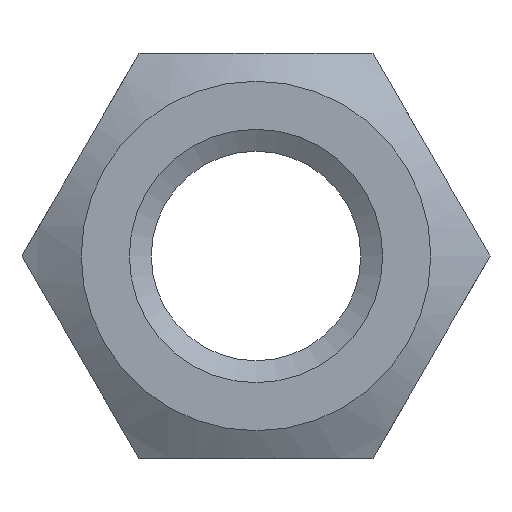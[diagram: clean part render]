
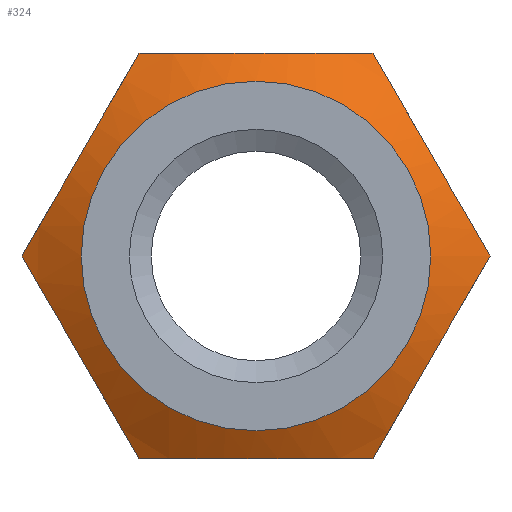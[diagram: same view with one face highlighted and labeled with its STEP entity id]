
A CAD part, left-side view. The second image highlights one B-rep face of the part: STEP entity #324.
In plain terms, the highlighted conical face has half-angle 60 degrees and reference radius 4.034 mm.
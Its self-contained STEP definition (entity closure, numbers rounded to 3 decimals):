
#20=(
BOUNDED_CURVE()
B_SPLINE_CURVE(2,(#568,#569,#570),.UNSPECIFIED.,.F.,.F.)
B_SPLINE_CURVE_WITH_KNOTS((3,3),(0.,0.467),.UNSPECIFIED.)
CURVE()
GEOMETRIC_REPRESENTATION_ITEM()
RATIONAL_B_SPLINE_CURVE((1.,1.155,1.))
REPRESENTATION_ITEM('')
);
#21=(
BOUNDED_CURVE()
B_SPLINE_CURVE(2,(#573,#574,#575),.UNSPECIFIED.,.F.,.F.)
B_SPLINE_CURVE_WITH_KNOTS((3,3),(0.,0.467),.UNSPECIFIED.)
CURVE()
GEOMETRIC_REPRESENTATION_ITEM()
RATIONAL_B_SPLINE_CURVE((1.,1.155,1.))
REPRESENTATION_ITEM('')
);
#22=(
BOUNDED_CURVE()
B_SPLINE_CURVE(2,(#577,#578,#579),.UNSPECIFIED.,.F.,.F.)
B_SPLINE_CURVE_WITH_KNOTS((3,3),(0.,0.467),.UNSPECIFIED.)
CURVE()
GEOMETRIC_REPRESENTATION_ITEM()
RATIONAL_B_SPLINE_CURVE((1.,1.155,1.))
REPRESENTATION_ITEM('')
);
#23=(
BOUNDED_CURVE()
B_SPLINE_CURVE(2,(#581,#582,#583),.UNSPECIFIED.,.F.,.F.)
B_SPLINE_CURVE_WITH_KNOTS((3,3),(0.,0.467),.UNSPECIFIED.)
CURVE()
GEOMETRIC_REPRESENTATION_ITEM()
RATIONAL_B_SPLINE_CURVE((1.,1.155,1.))
REPRESENTATION_ITEM('')
);
#24=(
BOUNDED_CURVE()
B_SPLINE_CURVE(2,(#585,#586,#587),.UNSPECIFIED.,.F.,.F.)
B_SPLINE_CURVE_WITH_KNOTS((3,3),(0.,0.467),.UNSPECIFIED.)
CURVE()
GEOMETRIC_REPRESENTATION_ITEM()
RATIONAL_B_SPLINE_CURVE((1.,1.155,1.))
REPRESENTATION_ITEM('')
);
#25=(
BOUNDED_CURVE()
B_SPLINE_CURVE(2,(#588,#589,#590),.UNSPECIFIED.,.F.,.F.)
B_SPLINE_CURVE_WITH_KNOTS((3,3),(0.,0.467),.UNSPECIFIED.)
CURVE()
GEOMETRIC_REPRESENTATION_ITEM()
RATIONAL_B_SPLINE_CURVE((1.,1.155,1.))
REPRESENTATION_ITEM('')
);
#29=CONICAL_SURFACE('',#385,4.034,1.047);
#61=FACE_OUTER_BOUND('',#87,.T.);
#87=EDGE_LOOP('',(#268,#269,#270,#271,#272,#273,#274,#275,#276));
#102=LINE('',#571,#117);
#117=VECTOR('',#466,4.034);
#140=CIRCLE('',#383,3.45);
#156=VERTEX_POINT('',#537);
#163=VERTEX_POINT('',#566);
#164=VERTEX_POINT('',#567);
#165=VERTEX_POINT('',#572);
#166=VERTEX_POINT('',#576);
#167=VERTEX_POINT('',#580);
#168=VERTEX_POINT('',#584);
#192=EDGE_CURVE('',#156,#156,#140,.T.);
#200=EDGE_CURVE('',#163,#164,#20,.T.);
#201=EDGE_CURVE('',#163,#156,#102,.T.);
#202=EDGE_CURVE('',#165,#163,#21,.T.);
#203=EDGE_CURVE('',#166,#165,#22,.T.);
#204=EDGE_CURVE('',#167,#166,#23,.T.);
#205=EDGE_CURVE('',#168,#167,#24,.T.);
#206=EDGE_CURVE('',#164,#168,#25,.T.);
#268=ORIENTED_EDGE('',*,*,#200,.F.);
#269=ORIENTED_EDGE('',*,*,#201,.T.);
#270=ORIENTED_EDGE('',*,*,#192,.F.);
#271=ORIENTED_EDGE('',*,*,#201,.F.);
#272=ORIENTED_EDGE('',*,*,#202,.F.);
#273=ORIENTED_EDGE('',*,*,#203,.F.);
#274=ORIENTED_EDGE('',*,*,#204,.F.);
#275=ORIENTED_EDGE('',*,*,#205,.F.);
#276=ORIENTED_EDGE('',*,*,#206,.F.);
#324=ADVANCED_FACE('',(#61),#29,.T.);
#383=AXIS2_PLACEMENT_3D('',#538,#459,#460);
#385=AXIS2_PLACEMENT_3D('',#565,#464,#465);
#459=DIRECTION('center_axis',(-1.,0.,0.));
#460=DIRECTION('ref_axis',(0.,1.,0.));
#464=DIRECTION('center_axis',(1.,0.,0.));
#465=DIRECTION('ref_axis',(0.,1.,0.));
#466=DIRECTION('',(-0.5,0.866,0.));
#537=CARTESIAN_POINT('',(0.,-3.45,0.));
#538=CARTESIAN_POINT('Origin',(0.,0.,0.));
#565=CARTESIAN_POINT('Origin',(0.337,0.,0.));
#566=CARTESIAN_POINT('',(0.675,-4.619,0.));
#567=CARTESIAN_POINT('',(0.675,-2.309,-4.));
#568=CARTESIAN_POINT('Ctrl Pts',(0.675,-4.619,0.));
#569=CARTESIAN_POINT('Ctrl Pts',(0.008,-3.464,
-2.));
#570=CARTESIAN_POINT('Ctrl Pts',(0.675,-2.309,-4.));
#571=CARTESIAN_POINT('',(0.337,-4.034,0.));
#572=CARTESIAN_POINT('',(0.675,-2.309,4.));
#573=CARTESIAN_POINT('Ctrl Pts',(0.675,-2.309,4.));
#574=CARTESIAN_POINT('Ctrl Pts',(0.008,-3.464,
2.));
#575=CARTESIAN_POINT('Ctrl Pts',(0.675,-4.619,0.));
#576=CARTESIAN_POINT('',(0.675,2.309,4.));
#577=CARTESIAN_POINT('Ctrl Pts',(0.675,2.309,4.));
#578=CARTESIAN_POINT('Ctrl Pts',(0.008,0.,4.));
#579=CARTESIAN_POINT('Ctrl Pts',(0.675,-2.309,4.));
#580=CARTESIAN_POINT('',(0.675,4.619,0.));
#581=CARTESIAN_POINT('Ctrl Pts',(0.675,4.619,0.));
#582=CARTESIAN_POINT('Ctrl Pts',(0.008,3.464,2.));
#583=CARTESIAN_POINT('Ctrl Pts',(0.675,2.309,4.));
#584=CARTESIAN_POINT('',(0.675,2.309,-4.));
#585=CARTESIAN_POINT('Ctrl Pts',(0.675,2.309,-4.));
#586=CARTESIAN_POINT('Ctrl Pts',(0.008,3.464,-2.));
#587=CARTESIAN_POINT('Ctrl Pts',(0.675,4.619,0.));
#588=CARTESIAN_POINT('Ctrl Pts',(0.675,-2.309,-4.));
#589=CARTESIAN_POINT('Ctrl Pts',(0.008,0.,
-4.));
#590=CARTESIAN_POINT('Ctrl Pts',(0.675,2.309,-4.));
